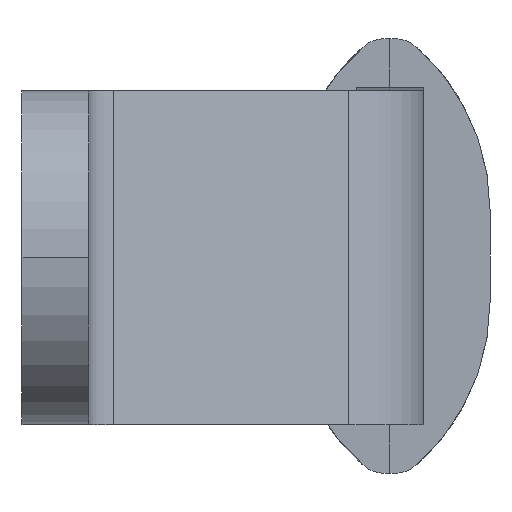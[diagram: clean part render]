
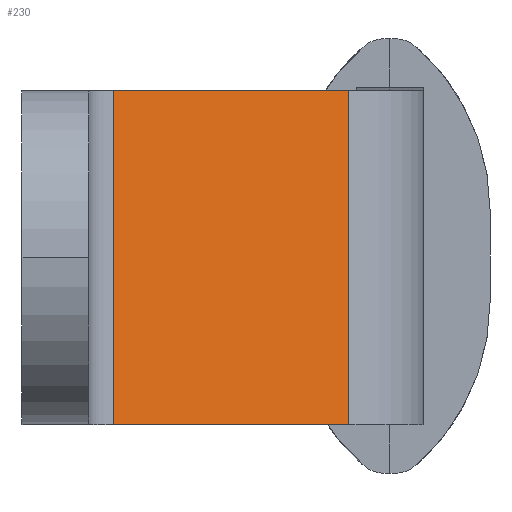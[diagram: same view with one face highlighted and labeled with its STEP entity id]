
A CAD part, left-side view. The second image highlights one B-rep face of the part: STEP entity #230.
In plain terms, the highlighted planar face has unit normal (-0.966, -0.259, 0).
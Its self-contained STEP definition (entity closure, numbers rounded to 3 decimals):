
#230=ADVANCED_FACE('',(#396),#397,.F.);
#396=FACE_OUTER_BOUND('',#1306,.T.);
#397=PLANE('',#1307);
#1306=EDGE_LOOP('',(#1849,#1850,#1851,#1852));
#1307=AXIS2_PLACEMENT_3D('',#1853,#1854,#1855);
#1849=ORIENTED_EDGE('',*,*,#2300,.T.);
#1850=ORIENTED_EDGE('',*,*,#2301,.T.);
#1851=ORIENTED_EDGE('',*,*,#2302,.F.);
#1852=ORIENTED_EDGE('',*,*,#2303,.T.);
#1853=CARTESIAN_POINT('',(22.931,-4.0,10.0));
#1854=DIRECTION('',(0.966,0.259,0.0));
#1855=DIRECTION('',(-0.259,0.966,0.0));
#2300=EDGE_CURVE('',#2666,#2667,#2668,.T.);
#2301=EDGE_CURVE('',#2667,#2669,#2670,.F.);
#2302=EDGE_CURVE('',#2671,#2669,#2672,.T.);
#2303=EDGE_CURVE('',#2671,#2666,#2673,.T.);
#2666=VERTEX_POINT('',#3594);
#2667=VERTEX_POINT('',#3595);
#2668=LINE('',#3596,#3597);
#2669=VERTEX_POINT('',#3598);
#2670=LINE('',#3599,#3600);
#2671=VERTEX_POINT('',#3601);
#2672=LINE('',#3602,#3603);
#2673=LINE('',#3604,#3605);
#3594=CARTESIAN_POINT('',(23.328,-5.482,-10.0));
#3595=CARTESIAN_POINT('',(27.098,-19.553,-10.0));
#3596=CARTESIAN_POINT('',(22.931,-4.0,-10.0));
#3597=VECTOR('',#4020,1.0);
#3598=CARTESIAN_POINT('',(27.098,-19.553,10.0));
#3599=CARTESIAN_POINT('',(27.098,-19.553,10.0));
#3600=VECTOR('',#4021,1.0);
#3601=CARTESIAN_POINT('',(23.328,-5.482,10.0));
#3602=CARTESIAN_POINT('',(22.931,-4.0,10.0));
#3603=VECTOR('',#4022,1.0);
#3604=CARTESIAN_POINT('',(23.328,-5.482,-10.0));
#3605=VECTOR('',#4023,1.0);
#4020=DIRECTION('',(0.259,-0.966,0.0));
#4021=DIRECTION('',(0.0,0.0,-1.0));
#4022=DIRECTION('',(0.259,-0.966,0.0));
#4023=DIRECTION('',(0.0,0.0,-1.0));
